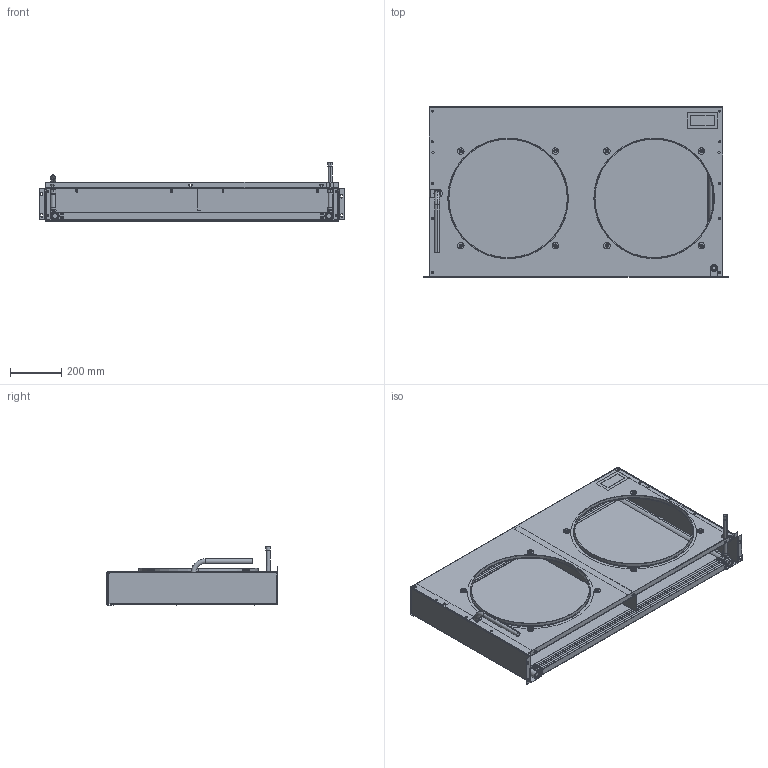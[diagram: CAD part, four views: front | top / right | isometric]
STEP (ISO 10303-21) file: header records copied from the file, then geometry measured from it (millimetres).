
FILE_DESCRIPTION (( 'STEP AP203' ), '1' );
FILE_NAME ('119-9072.STEP', '2024-12-04T17:33:43', ( '' ), ( '' ), 'SwSTEP 2.0', 'SolidWorks 2022', '' );
FILE_SCHEMA (( 'CONFIG_CONTROL_DESIGN' ));
Length unit declared in the file: millimetre
Products named in the file (12): 191U161007_Valor predeterminado; 119-3039; 021Z0645; 119-8274P02_Valor predeterminado; 119-8380; 816016; 119-8432; 191U155917_Valor predeterminado; 119-8274P01_Valor predeterminado; 119-9072; 119-8274P03_Predeterminado; 119-8274P04_Valor predeterminado
Assembly tree (44 placements, depth 2):
  119-9072
    021Z0645
    119-8274P02_Valor predeterminado
    119-8274P03_Predeterminado
    119-8274P01_Valor predeterminado
    119-8380
    816016  x20
    119-8274P04_Valor predeterminado
    191U155917_Valor predeterminado
    191U161007_Valor predeterminado
    119-3039  x8
    119-8432  x8
Bounding box: 1189 x 666.3 x 230.7 mm (x, y, z)
Volume: 1669502.4 mm3; surface area: 4443091.5 mm2
Topology: 45 solids, 132 shells, 1631 faces, 5299 edges, 3668 vertices
Faces by surface type: plane 977, cylinder 460, torus 92, cone 76, bspline 26
Entity records: 51028 total; most frequent: CARTESIAN_POINT 10834, DIRECTION 8266, ORIENTED_EDGE 6886, EDGE_CURVE 4393, VERTEX_POINT 3121, VECTOR 2956, LINE 2956, AXIS2_PLACEMENT_3D 2655
